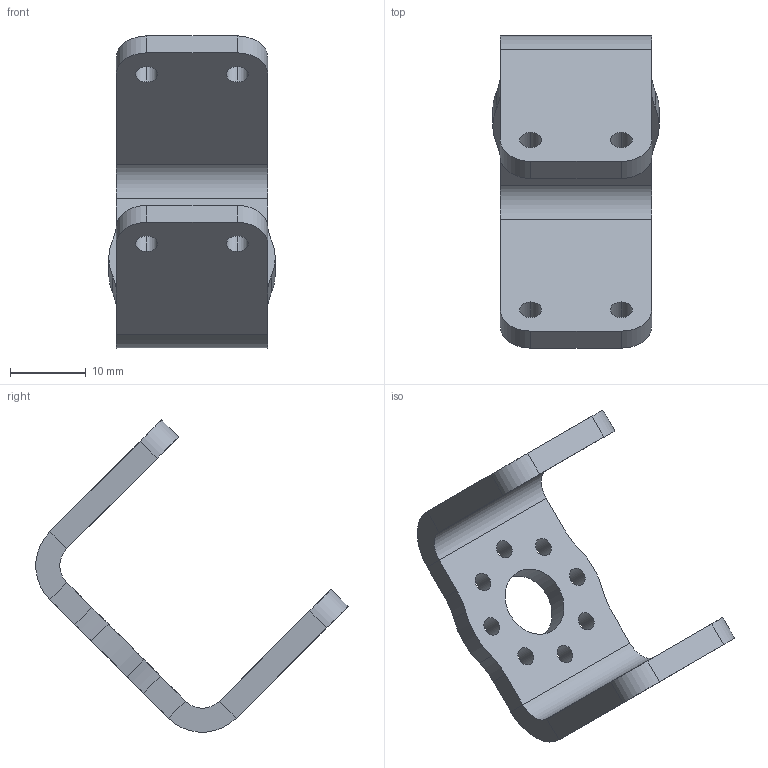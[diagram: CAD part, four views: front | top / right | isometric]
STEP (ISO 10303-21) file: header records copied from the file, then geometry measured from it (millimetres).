
FILE_DESCRIPTION (( 'STEP AP214' ), '1' );
FILE_NAME ('J5_Mount_Sheetmetal.STEP', '2024-01-07T20:05:20', ( '' ), ( '' ), 'SwSTEP 2.0', 'SolidWorks 2022', '' );
FILE_SCHEMA (( 'AUTOMOTIVE_DESIGN' ));
Length unit declared in the file: millimetre
Products named in the file (1): J5_Mount_Sheetmetal
Bounding box: 22 x 41.26 x 41.26 mm (x, y, z)
Volume: 4607.8 mm3; surface area: 3907.2 mm2
Topology: 1 solids, 1 shells, 60 faces, 158 edges, 100 vertices
Faces by surface type: cylinder 40, plane 20
Entity records: 1960 total; most frequent: DIRECTION 360, CARTESIAN_POINT 319, ORIENTED_EDGE 316, EDGE_CURVE 158, AXIS2_PLACEMENT_3D 141, VERTEX_POINT 100, EDGE_LOOP 86, CIRCLE 80
